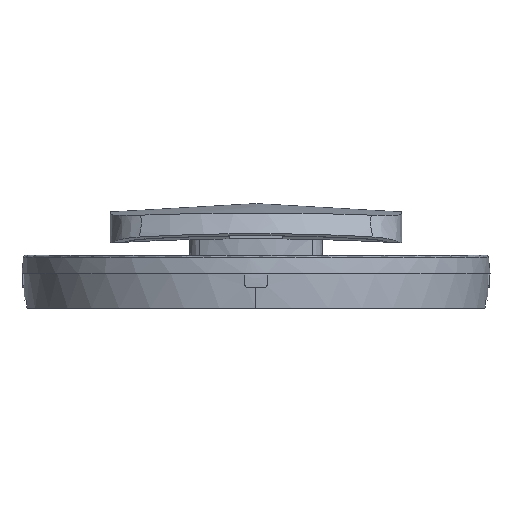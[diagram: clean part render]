
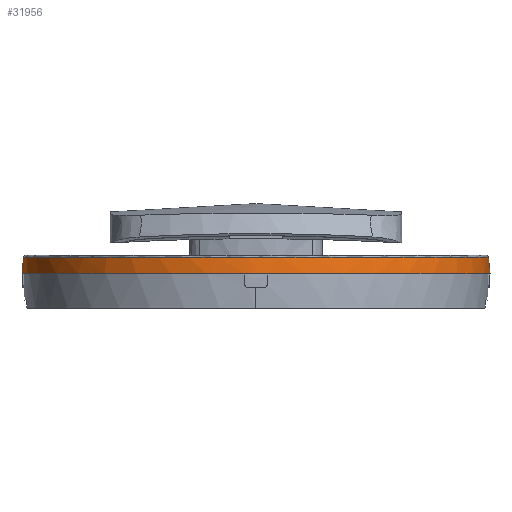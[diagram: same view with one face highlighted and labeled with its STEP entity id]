
A CAD part, front view. The second image highlights one B-rep face of the part: STEP entity #31956.
In plain terms, the highlighted conical face has half-angle 5 degrees and reference radius 25.884 mm.
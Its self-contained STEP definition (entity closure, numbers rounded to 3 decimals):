
#26458=AXIS2_PLACEMENT_3D('Circle Axis2P3D',#26456,#26457,$) ;
#26954=AXIS2_PLACEMENT_3D('Circle Axis2P3D',#26952,#26953,$) ;
#31870=AXIS2_PLACEMENT_3D('Circle Axis2P3D',#31868,#31869,$) ;
#31883=AXIS2_PLACEMENT_3D('Circle Axis2P3D',#31881,#31882,$) ;
#31914=AXIS2_PLACEMENT_3D('Circle Axis2P3D',#31912,#31913,$) ;
#31932=AXIS2_PLACEMENT_3D('Cone Axis2P3D',#31929,#31930,#31931) ;
#19850=CARTESIAN_POINT('Vertex',(-26.328,-0.011,8.315)) ;
#19854=CARTESIAN_POINT('Control Point',(-26.328,-0.011,8.315)) ;
#19855=CARTESIAN_POINT('Control Point',(-26.327,-2.327,8.315)) ;
#19856=CARTESIAN_POINT('Control Point',(-26.072,-4.643,8.315)) ;
#19857=CARTESIAN_POINT('Control Point',(-25.562,-6.921,8.315)) ;
#19858=CARTESIAN_POINT('Control Point',(-24.05,-11.324,8.315)) ;
#19859=CARTESIAN_POINT('Control Point',(-21.62,-15.292,8.315)) ;
#19860=CARTESIAN_POINT('Control Point',(-20.191,-17.134,8.315)) ;
#19861=CARTESIAN_POINT('Control Point',(-16.956,-20.472,8.315)) ;
#19862=CARTESIAN_POINT('Control Point',(-13.074,-23.029,8.315)) ;
#19863=CARTESIAN_POINT('Control Point',(-11.,-24.088,8.315)) ;
#19864=CARTESIAN_POINT('Control Point',(-6.652,-25.736,8.315)) ;
#19865=CARTESIAN_POINT('Control Point',(-2.048,-26.402,8.315)) ;
#19866=CARTESIAN_POINT('Control Point',(0.284,-26.48,8.315)) ;
#19867=CARTESIAN_POINT('Control Point',(4.929,-26.122,8.315)) ;
#19868=CARTESIAN_POINT('Control Point',(9.386,-24.763,8.315)) ;
#19869=CARTESIAN_POINT('Control Point',(11.53,-23.84,8.315)) ;
#19870=CARTESIAN_POINT('Control Point',(15.581,-21.538,8.315)) ;
#19871=CARTESIAN_POINT('Control Point',(19.035,-18.411,8.315)) ;
#19872=CARTESIAN_POINT('Control Point',(20.582,-16.664,8.315)) ;
#19873=CARTESIAN_POINT('Control Point',(23.417,-12.645,8.315)) ;
#19874=CARTESIAN_POINT('Control Point',(25.259,-8.076,8.315)) ;
#19875=CARTESIAN_POINT('Control Point',(25.928,-5.564,8.315)) ;
#19876=CARTESIAN_POINT('Control Point',(26.295,-2.915,8.315)) ;
#19877=CARTESIAN_POINT('Control Point',(26.327,-0.26,8.315)) ;
#19878=CARTESIAN_POINT('Control Point',(26.328,-0.181,8.315)) ;
#19879=CARTESIAN_POINT('Control Point',(26.328,-0.101,8.315)) ;
#19880=CARTESIAN_POINT('Control Point',(26.328,-0.022,8.315)) ;
#19881=CARTESIAN_POINT('Vertex',(26.328,-0.022,8.315)) ;
#20006=CARTESIAN_POINT('Control Point',(26.328,-0.022,8.315)) ;
#20007=CARTESIAN_POINT('Control Point',(26.328,-0.017,8.315)) ;
#20008=CARTESIAN_POINT('Control Point',(26.328,-0.013,8.315)) ;
#20009=CARTESIAN_POINT('Control Point',(26.328,-0.009,8.315)) ;
#20010=CARTESIAN_POINT('Control Point',(26.328,-0.004,8.315)) ;
#20011=CARTESIAN_POINT('Control Point',(26.328,0.,8.315)) ;
#20012=CARTESIAN_POINT('Vertex',(26.328,0.,8.315)) ;
#23643=CARTESIAN_POINT('Vertex',(-26.328,0.,8.315)) ;
#23647=CARTESIAN_POINT('Control Point',(-26.328,0.,8.315)) ;
#23648=CARTESIAN_POINT('Control Point',(-26.328,-0.002,8.315)) ;
#23649=CARTESIAN_POINT('Control Point',(-26.328,-0.004,8.315)) ;
#23650=CARTESIAN_POINT('Control Point',(-26.328,-0.007,8.315)) ;
#23651=CARTESIAN_POINT('Control Point',(-26.328,-0.009,8.315)) ;
#23652=CARTESIAN_POINT('Control Point',(-26.328,-0.011,8.315)) ;
#26094=CARTESIAN_POINT('Vertex',(1.25,-26.466,6.4)) ;
#26248=CARTESIAN_POINT('Vertex',(26.46,-1.381,6.4)) ;
#26456=CARTESIAN_POINT('Axis2P3D Location',(0.,0.,6.4)) ;
#26926=CARTESIAN_POINT('Vertex',(-1.25,-26.466,6.4)) ;
#26952=CARTESIAN_POINT('Axis2P3D Location',(0.,0.,6.4)) ;
#26956=CARTESIAN_POINT('Vertex',(-26.46,-1.381,6.4)) ;
#31868=CARTESIAN_POINT('Axis2P3D Location',(0.,0.,6.4)) ;
#31881=CARTESIAN_POINT('Axis2P3D Location',(0.,0.,6.4)) ;
#31885=CARTESIAN_POINT('Vertex',(-26.496,0.,6.4)) ;
#31909=CARTESIAN_POINT('Vertex',(26.496,0.,6.4)) ;
#31912=CARTESIAN_POINT('Axis2P3D Location',(0.,0.,6.4)) ;
#31929=CARTESIAN_POINT('Axis2P3D Location',(0.,0.,13.4)) ;
#31934=CARTESIAN_POINT('Line Origine',(-26.19,0.,9.9)) ;
#31939=CARTESIAN_POINT('Line Origine',(26.19,0.,9.9)) ;
#26457=DIRECTION('Axis2P3D Direction',(0.,0.,1.)) ;
#26953=DIRECTION('Axis2P3D Direction',(0.,0.,1.)) ;
#31869=DIRECTION('Axis2P3D Direction',(0.,0.,-1.)) ;
#31882=DIRECTION('Axis2P3D Direction',(0.,0.,-1.)) ;
#31913=DIRECTION('Axis2P3D Direction',(0.,0.,-1.)) ;
#31930=DIRECTION('Axis2P3D Direction',(0.,-0.,-1.)) ;
#31931=DIRECTION('Axis2P3D XDirection',(0.,1.,0.)) ;
#31935=DIRECTION('Vector Direction',(-0.087,0.,-0.996)) ;
#31940=DIRECTION('Vector Direction',(0.087,0.,-0.996)) ;
#31936=VECTOR('Line Direction',#31935,1.) ;
#31941=VECTOR('Line Direction',#31940,1.) ;
#31945=ORIENTED_EDGE('',*,*,#31938,.F.) ;
#31946=ORIENTED_EDGE('',*,*,#31887,.F.) ;
#31947=ORIENTED_EDGE('',*,*,#26958,.F.) ;
#31948=ORIENTED_EDGE('',*,*,#31872,.F.) ;
#31949=ORIENTED_EDGE('',*,*,#26460,.F.) ;
#31950=ORIENTED_EDGE('',*,*,#31916,.F.) ;
#31951=ORIENTED_EDGE('',*,*,#31943,.T.) ;
#31952=ORIENTED_EDGE('',*,*,#20014,.F.) ;
#31953=ORIENTED_EDGE('',*,*,#19883,.F.) ;
#31954=ORIENTED_EDGE('',*,*,#23653,.F.) ;
#31956=ADVANCED_FACE('bague',(#31955),#31933,.T.) ;
#19853=B_SPLINE_CURVE_WITH_KNOTS('',5,(#19854,#19855,#19856,#19857,#19858,#19859,#19860,#19861,#19862,#19863,#19864,#19865,#19866,#19867,#19868,#19869,#19870,#19871,#19872,#19873,#19874,#19875,#19876,#19877,#19878,#19879,#19880),.UNSPECIFIED.,.F.,.U.,(6,3,3,3,3,3,3,3,6),(23.31,39.201,55.089,70.964,86.849,102.739,118.636,136.299,136.845),.UNSPECIFIED.) ;
#20005=B_SPLINE_CURVE_WITH_KNOTS('',5,(#20006,#20007,#20008,#20009,#20010,#20011),.UNSPECIFIED.,.F.,.U.,(6,6),(11.034,11.063),.UNSPECIFIED.) ;
#23646=B_SPLINE_CURVE_WITH_KNOTS('',5,(#23647,#23648,#23649,#23650,#23651,#23652),.UNSPECIFIED.,.F.,.U.,(6,6),(56.741,56.757),.UNSPECIFIED.) ;
#26459=CIRCLE('generated circle',#26458,26.496) ;
#26955=CIRCLE('generated circle',#26954,26.496) ;
#31871=CIRCLE('generated circle',#31870,26.496) ;
#31884=CIRCLE('generated circle',#31883,26.496) ;
#31915=CIRCLE('generated circle',#31914,26.496) ;
#31933=CONICAL_SURFACE('Cone',#31932,25.884,0.087) ;
#19883=EDGE_CURVE('',#19851,#19882,#19853,.T.) ;
#20014=EDGE_CURVE('',#19882,#20013,#20005,.T.) ;
#23653=EDGE_CURVE('',#23644,#19851,#23646,.T.) ;
#26460=EDGE_CURVE('',#26249,#26095,#26459,.F.) ;
#26958=EDGE_CURVE('',#26927,#26957,#26955,.F.) ;
#31872=EDGE_CURVE('',#26095,#26927,#31871,.T.) ;
#31887=EDGE_CURVE('',#26957,#31886,#31884,.T.) ;
#31916=EDGE_CURVE('',#31910,#26249,#31915,.T.) ;
#31938=EDGE_CURVE('',#31886,#23644,#31937,.F.) ;
#31943=EDGE_CURVE('',#31910,#20013,#31942,.F.) ;
#31944=EDGE_LOOP('',(#31945,#31946,#31947,#31948,#31949,#31950,#31951,#31952,#31953,#31954)) ;
#31955=FACE_OUTER_BOUND('',#31944,.T.) ;
#31937=LINE('Line',#31934,#31936) ;
#31942=LINE('Line',#31939,#31941) ;
#19851=VERTEX_POINT('',#19850) ;
#19882=VERTEX_POINT('',#19881) ;
#20013=VERTEX_POINT('',#20012) ;
#23644=VERTEX_POINT('',#23643) ;
#26095=VERTEX_POINT('',#26094) ;
#26249=VERTEX_POINT('',#26248) ;
#26927=VERTEX_POINT('',#26926) ;
#26957=VERTEX_POINT('',#26956) ;
#31886=VERTEX_POINT('',#31885) ;
#31910=VERTEX_POINT('',#31909) ;
